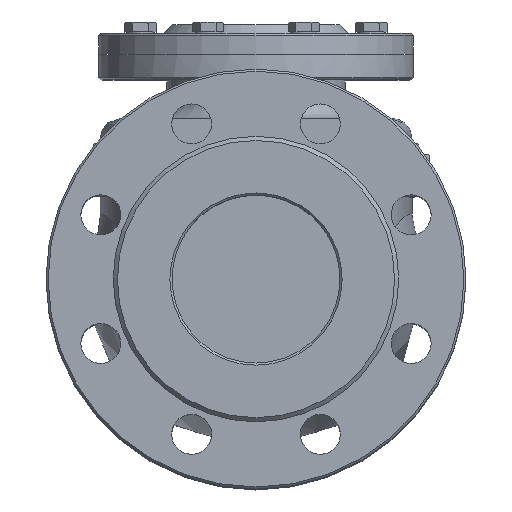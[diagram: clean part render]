
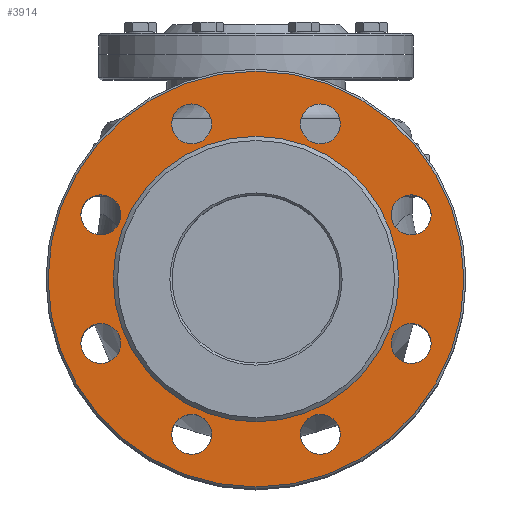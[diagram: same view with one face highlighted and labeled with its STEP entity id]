
A CAD part, top view. The second image highlights one B-rep face of the part: STEP entity #3914.
In plain terms, the highlighted planar face has unit normal (0, 0, 1).
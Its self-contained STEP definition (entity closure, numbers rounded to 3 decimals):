
#212=FACE_BOUND('',#1333,.T.);
#213=FACE_BOUND('',#1334,.T.);
#214=FACE_BOUND('',#1335,.T.);
#215=FACE_BOUND('',#1336,.T.);
#216=FACE_BOUND('',#1337,.T.);
#217=FACE_BOUND('',#1338,.T.);
#218=FACE_BOUND('',#1339,.T.);
#219=FACE_BOUND('',#1340,.T.);
#220=FACE_BOUND('',#1341,.T.);
#347=CIRCLE('',#4248,99.);
#348=CIRCLE('',#4250,68.);
#349=CIRCLE('',#4251,9.5);
#350=CIRCLE('',#4252,9.5);
#351=CIRCLE('',#4253,9.5);
#352=CIRCLE('',#4254,9.5);
#353=CIRCLE('',#4255,9.5);
#354=CIRCLE('',#4256,9.5);
#355=CIRCLE('',#4257,9.5);
#356=CIRCLE('',#4258,9.5);
#851=PLANE('',#4249);
#1045=FACE_OUTER_BOUND('',#1332,.T.);
#1332=EDGE_LOOP('',(#3382));
#1333=EDGE_LOOP('',(#3383));
#1334=EDGE_LOOP('',(#3384));
#1335=EDGE_LOOP('',(#3385));
#1336=EDGE_LOOP('',(#3386));
#1337=EDGE_LOOP('',(#3387));
#1338=EDGE_LOOP('',(#3388));
#1339=EDGE_LOOP('',(#3389));
#1340=EDGE_LOOP('',(#3390));
#1341=EDGE_LOOP('',(#3391));
#1885=VERTEX_POINT('',#9279);
#1886=VERTEX_POINT('',#9283);
#1887=VERTEX_POINT('',#9285);
#1888=VERTEX_POINT('',#9287);
#1889=VERTEX_POINT('',#9289);
#1890=VERTEX_POINT('',#9291);
#1891=VERTEX_POINT('',#9293);
#1892=VERTEX_POINT('',#9295);
#1893=VERTEX_POINT('',#9297);
#1894=VERTEX_POINT('',#9299);
#2391=EDGE_CURVE('',#1885,#1885,#347,.T.);
#2392=EDGE_CURVE('',#1886,#1886,#348,.T.);
#2393=EDGE_CURVE('',#1887,#1887,#349,.T.);
#2394=EDGE_CURVE('',#1888,#1888,#350,.T.);
#2395=EDGE_CURVE('',#1889,#1889,#351,.T.);
#2396=EDGE_CURVE('',#1890,#1890,#352,.T.);
#2397=EDGE_CURVE('',#1891,#1891,#353,.T.);
#2398=EDGE_CURVE('',#1892,#1892,#354,.T.);
#2399=EDGE_CURVE('',#1893,#1893,#355,.T.);
#2400=EDGE_CURVE('',#1894,#1894,#356,.T.);
#3382=ORIENTED_EDGE('',*,*,#2391,.F.);
#3383=ORIENTED_EDGE('',*,*,#2392,.F.);
#3384=ORIENTED_EDGE('',*,*,#2393,.F.);
#3385=ORIENTED_EDGE('',*,*,#2394,.F.);
#3386=ORIENTED_EDGE('',*,*,#2395,.F.);
#3387=ORIENTED_EDGE('',*,*,#2396,.F.);
#3388=ORIENTED_EDGE('',*,*,#2397,.F.);
#3389=ORIENTED_EDGE('',*,*,#2398,.F.);
#3390=ORIENTED_EDGE('',*,*,#2399,.F.);
#3391=ORIENTED_EDGE('',*,*,#2400,.F.);
#3914=ADVANCED_FACE('',(#1045,#212,#213,#214,#215,#216,#217,#218,#219,#220),
#851,.F.);
#4248=AXIS2_PLACEMENT_3D('',#9281,#4966,#4967);
#4249=AXIS2_PLACEMENT_3D('',#9282,#4968,#4969);
#4250=AXIS2_PLACEMENT_3D('',#9284,#4970,#4971);
#4251=AXIS2_PLACEMENT_3D('',#9286,#4972,#4973);
#4252=AXIS2_PLACEMENT_3D('',#9288,#4974,#4975);
#4253=AXIS2_PLACEMENT_3D('',#9290,#4976,#4977);
#4254=AXIS2_PLACEMENT_3D('',#9292,#4978,#4979);
#4255=AXIS2_PLACEMENT_3D('',#9294,#4980,#4981);
#4256=AXIS2_PLACEMENT_3D('',#9296,#4982,#4983);
#4257=AXIS2_PLACEMENT_3D('',#9298,#4984,#4985);
#4258=AXIS2_PLACEMENT_3D('',#9300,#4986,#4987);
#4966=DIRECTION('center_axis',(0.,0.,-1.));
#4967=DIRECTION('ref_axis',(1.,0.,0.));
#4968=DIRECTION('center_axis',(0.,0.,-1.));
#4969=DIRECTION('ref_axis',(-1.,0.,0.));
#4970=DIRECTION('center_axis',(0.,0.,1.));
#4971=DIRECTION('ref_axis',(-1.,0.,0.));
#4972=DIRECTION('center_axis',(0.,0.,1.));
#4973=DIRECTION('ref_axis',(1.,0.,0.));
#4974=DIRECTION('center_axis',(0.,0.,1.));
#4975=DIRECTION('ref_axis',(1.,0.,0.));
#4976=DIRECTION('center_axis',(0.,0.,1.));
#4977=DIRECTION('ref_axis',(1.,0.,0.));
#4978=DIRECTION('center_axis',(0.,0.,1.));
#4979=DIRECTION('ref_axis',(1.,0.,0.));
#4980=DIRECTION('center_axis',(0.,0.,1.));
#4981=DIRECTION('ref_axis',(1.,0.,0.));
#4982=DIRECTION('center_axis',(0.,0.,1.));
#4983=DIRECTION('ref_axis',(1.,0.,0.));
#4984=DIRECTION('center_axis',(0.,0.,1.));
#4985=DIRECTION('ref_axis',(1.,0.,0.));
#4986=DIRECTION('center_axis',(0.,0.,1.));
#4987=DIRECTION('ref_axis',(1.,0.,0.));
#9279=CARTESIAN_POINT('',(-99.,0.,0.));
#9281=CARTESIAN_POINT('Origin',(0.,0.,0.));
#9282=CARTESIAN_POINT('Origin',(0.,0.,0.));
#9283=CARTESIAN_POINT('',(68.,0.,0.));
#9284=CARTESIAN_POINT('Origin',(0.,0.,0.));
#9285=CARTESIAN_POINT('',(-40.115,-73.91,0.));
#9286=CARTESIAN_POINT('Origin',(-30.615,-73.91,0.));
#9287=CARTESIAN_POINT('',(21.115,-73.91,0.));
#9288=CARTESIAN_POINT('Origin',(30.615,-73.91,0.));
#9289=CARTESIAN_POINT('',(64.41,-30.615,0.));
#9290=CARTESIAN_POINT('Origin',(73.91,-30.615,0.));
#9291=CARTESIAN_POINT('',(64.41,30.615,0.));
#9292=CARTESIAN_POINT('Origin',(73.91,30.615,0.));
#9293=CARTESIAN_POINT('',(21.115,73.91,0.));
#9294=CARTESIAN_POINT('Origin',(30.615,73.91,0.));
#9295=CARTESIAN_POINT('',(-40.115,73.91,0.));
#9296=CARTESIAN_POINT('Origin',(-30.615,73.91,0.));
#9297=CARTESIAN_POINT('',(-83.41,30.615,0.));
#9298=CARTESIAN_POINT('Origin',(-73.91,30.615,0.));
#9299=CARTESIAN_POINT('',(-83.41,-30.615,0.));
#9300=CARTESIAN_POINT('Origin',(-73.91,-30.615,0.));
